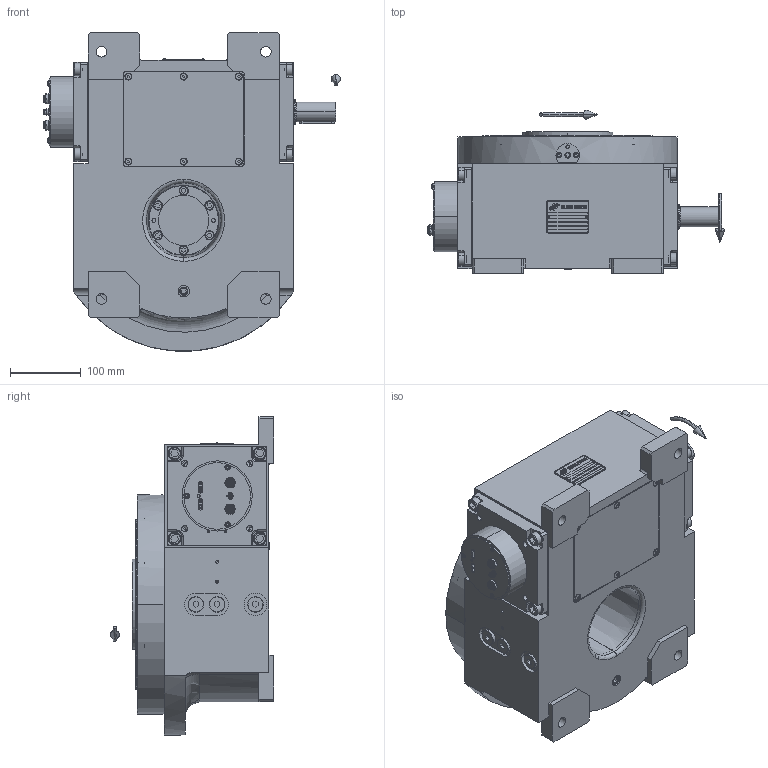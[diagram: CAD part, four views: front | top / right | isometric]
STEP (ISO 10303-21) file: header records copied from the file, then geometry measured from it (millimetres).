
FILE_DESCRIPTION (( 'STEP AP203' ), '1' );
FILE_NAME ('RIG_MASTER.step', '2024-07-01T14:12:03', ( '' ), ( '' ), 'SwSTEP 2.0', 'SolidWorks 2020', '' );
FILE_SCHEMA (( 'CONFIG_CONTROL_DESIGN' ));
Length unit declared in the file: millimetre
Products named in the file (89): CFN2000_01_185.stp; AS_rig09_002_bc; rig09_016; cfn2000_01_099; CFN2010_02_002.stp; rig09_003_6; AS_rig09_004; cfn2000_01_126; olio_agip_blasia_150; RIG09_021_AF0.stp; cfn2000_01_081; freccia_angolare; CFN2104_02_018.stp; cfn2003_01_054; CFN2008_01_002.stp; cfn2151_01_170; cfn2276_01_056; CFN2155_01_195.stp; cfn2115_02_057; RIG_MASTER; CFN2223_02_004.stp; CFN2010_01_020.stp; cfn2128_19_002; cfn2077_01_036; CFN2000_01_183.stp; CFN2356_03_053.stp; cfn2155_01_095; 900_38_30_005.stp; CFN2400_08_001.stp; RIG09_005_ASM.stp; rig09_015; 900_38_10_023.stp; rig09_001_a; cfn2400_34_001; CFN2203_02_002.stp; cfn2070_05_009; AS_cfn2476_01_002_60x46; cfn2073_01_018; cfn2476_01_002_60x46; cfn2104_01_018 ...
Assembly tree (80 placements, depth 5):
  olio_agip_blasia_150
  cfn2151_01_170
  cfn2276_01_056
  cfn2115_02_057
  RIG_MASTER
    rig09_001_a
    AS_cfn2476_01_002_60x46
      cfn2476_01_002_60x46
      cfn2107_01_001
      cfn2107_01_001
    AS_rig09_071_6_m
      rig09_071_6_m.stp
        RIG09_005_ASM.stp
          RIG09_005_AF0.stp
          RIG09_021_AF0.stp
          CFN2000_01_185.stp
          CFN2000_01_185.stp
          CFN2104_02_018.stp
        CFN2155_01_195.stp
        CFN2010_02_002.stp
      cfn2000_01_099
      cfn2000_01_099
      cfn2000_01_099
      cfn2000_01_099
      cfn2000_01_099
      cfn2000_01_099
      cfn2000_01_099
      cfn2000_01_099
      cfn2104_01_018  x2
      rig09_003_6
    AS_rig09_015
      rig09_015
      cfn2000_01_126
      cfn2000_01_126
      cfn2000_01_126
      cfn2000_01_126
      cfn2000_01_126
      cfn2000_01_126
      cfn2073_01_018
    AS_rig09_004
      rig09_004
      cfn2000_01_081
      cfn2155_01_095
      cfn2070_05_009
      cfn2000_01_081
      cfn2000_01_081
      cfn2000_01_081
    AS_rig09_004
      rig09_004
      cfn2000_01_081
      cfn2155_01_095
      cfn2070_05_009
      cfn2000_01_081
      cfn2000_01_081
      cfn2000_01_081
    AS_rig09_002_bc
      rig09_002_bc
      cfn2115_01_005
    cfn2128_04_002  x3
    cfn2128_19_002
Bounding box: 419.5 x 231 x 450 mm (x, y, z)
Volume: 4935599.9 mm3; surface area: 1280848.4 mm2
Topology: 70 solids, 70 shells, 3052 faces, 7490 edges, 4752 vertices
Faces by surface type: plane 1396, cylinder 1037, cone 526, torus 49, bspline 26, sphere 18
Entity records: 100851 total; most frequent: CARTESIAN_POINT 21680, DIRECTION 14833, ORIENTED_EDGE 14216, EDGE_CURVE 7108, AXIS2_PLACEMENT_3D 5434, VERTEX_POINT 4575, LINE 3965, VECTOR 3965
